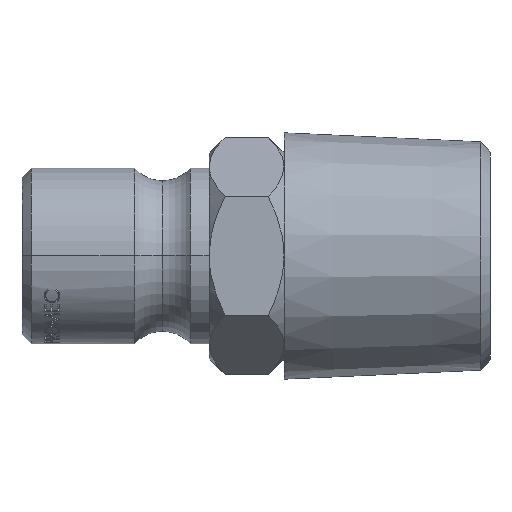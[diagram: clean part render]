
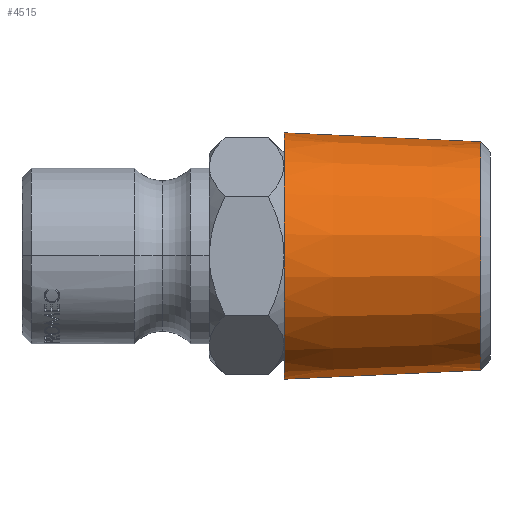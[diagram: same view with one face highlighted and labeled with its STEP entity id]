
A CAD part, top view. The second image highlights one B-rep face of the part: STEP entity #4515.
In plain terms, the highlighted conical face has half-angle 2.603 degrees and reference radius 6.579 mm.
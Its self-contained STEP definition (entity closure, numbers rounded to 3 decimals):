
#58 = CARTESIAN_POINT ( 'NONE',  ( 24.501, -6.101, 0. ) ) ;
#123 = DIRECTION ( 'NONE',  ( 1., 0., 0. ) ) ;
#132 = CARTESIAN_POINT ( 'NONE',  ( 14., 6.578, 0. ) ) ;
#144 = VERTEX_POINT ( 'NONE', #1829 ) ;
#188 = ORIENTED_EDGE ( 'NONE', *, *, #4396, .T. ) ;
#490 = EDGE_CURVE ( 'NONE', #2068, #5096, #1217, .T. ) ;
#837 = CARTESIAN_POINT ( 'NONE',  ( 14., -6.579, 0. ) ) ;
#1077 = VECTOR ( 'NONE', #3389, 1000. ) ;
#1217 = LINE ( 'NONE', #837, #3063 ) ;
#1248 = CARTESIAN_POINT ( 'NONE',  ( 24.501, 0., 0. ) ) ;
#1254 = EDGE_CURVE ( 'NONE', #2068, #4773, #3747, .T. ) ;
#1276 = DIRECTION ( 'NONE',  ( 0., 1., 0. ) ) ;
#1340 = CONICAL_SURFACE ( 'NONE', #4727, 6.578, 0.045 ) ;
#1600 = EDGE_CURVE ( 'NONE', #144, #5096, #4714, .T. ) ;
#1657 = DIRECTION ( 'NONE',  ( -0.999, -0.045, 0. ) ) ;
#1703 = ORIENTED_EDGE ( 'NONE', *, *, #1600, .T. ) ;
#1768 = ORIENTED_EDGE ( 'NONE', *, *, #490, .F. ) ;
#1829 = CARTESIAN_POINT ( 'NONE',  ( 14., 6.578, 0. ) ) ;
#1867 = DIRECTION ( 'NONE',  ( 0., 1., 0. ) ) ;
#2068 = VERTEX_POINT ( 'NONE', #58 ) ;
#2697 = CARTESIAN_POINT ( 'NONE',  ( 14., 0., 0. ) ) ;
#2857 = ORIENTED_EDGE ( 'NONE', *, *, #1254, .T. ) ;
#3048 = EDGE_LOOP ( 'NONE', ( #2857, #188, #1703, #1768 ) ) ;
#3063 = VECTOR ( 'NONE', #1657, 1000. ) ;
#3389 = DIRECTION ( 'NONE',  ( -0.999, 0.045, 0. ) ) ;
#3395 = AXIS2_PLACEMENT_3D ( 'NONE', #1248, #4563, #1276 ) ;
#3555 = FACE_OUTER_BOUND ( 'NONE', #3048, .T. ) ;
#3646 = CARTESIAN_POINT ( 'NONE',  ( 24.501, 6.101, 0. ) ) ;
#3747 = CIRCLE ( 'NONE', #3395, 6.101 ) ;
#3871 = CARTESIAN_POINT ( 'NONE',  ( 14., 0., 0. ) ) ;
#3879 = LINE ( 'NONE', #132, #1077 ) ;
#4396 = EDGE_CURVE ( 'NONE', #4773, #144, #3879, .T. ) ;
#4515 = ADVANCED_FACE ( 'NONE', ( #3555 ), #1340, .T. ) ;
#4563 = DIRECTION ( 'NONE',  ( -1., 0., 0. ) ) ;
#4714 = CIRCLE ( 'NONE', #5236, 6.578 ) ;
#4727 = AXIS2_PLACEMENT_3D ( 'NONE', #2697, #4758, #4837 ) ;
#4758 = DIRECTION ( 'NONE',  ( -1., 0., 0. ) ) ;
#4773 = VERTEX_POINT ( 'NONE', #3646 ) ;
#4837 = DIRECTION ( 'NONE',  ( 0., -1., 0. ) ) ;
#5096 = VERTEX_POINT ( 'NONE', #5207 ) ;
#5207 = CARTESIAN_POINT ( 'NONE',  ( 14., -6.579, 0. ) ) ;
#5236 = AXIS2_PLACEMENT_3D ( 'NONE', #3871, #123, #1867 ) ;
